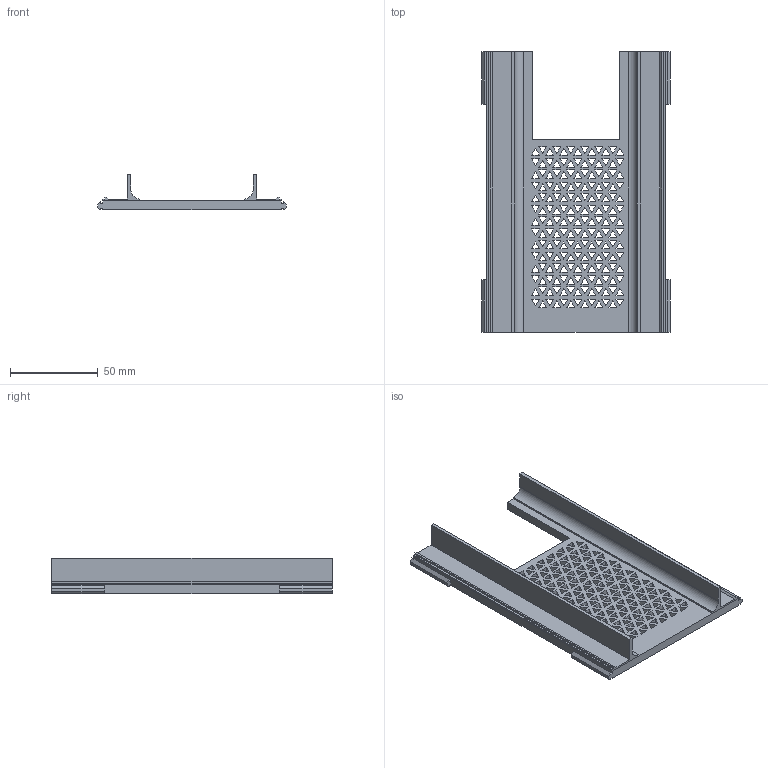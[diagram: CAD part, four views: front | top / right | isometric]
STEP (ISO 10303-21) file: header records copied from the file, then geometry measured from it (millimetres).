
FILE_DESCRIPTION(/* description */ (''),/* implementation_level */ '2;1');
FILE_NAME(/* name */ 'Plate Top B.step',/* time_stamp */ '2025-04-26T00:10:03+02:00',/* author */ (''),/* organization */ (''),/* preprocessor_version */ 'ST-DEVELOPER v20.1',/* originating_system */ 'Autodesk Translation Framework v14.4.0.0',/* authorisation */ '');
FILE_SCHEMA (('AUTOMOTIVE_DESIGN { 1 0 10303 214 3 1 1 }'));
Length unit declared in the file: millimetre
Products named in the file (1): Platte Oben B
Bounding box: 107.6 x 160 x 20 mm (x, y, z)
Volume: 79640.5 mm3; surface area: 63895.1 mm2
Topology: 3 solids, 3 shells, 620 faces, 1842 edges, 1228 vertices
Faces by surface type: plane 618, cylinder 2
Entity records: 21089 total; most frequent: CARTESIAN_POINT 3691, ORIENTED_EDGE 3684, DIRECTION 3088, EDGE_CURVE 1842, LINE 1838, VECTOR 1838, VERTEX_POINT 1228, EDGE_LOOP 984
